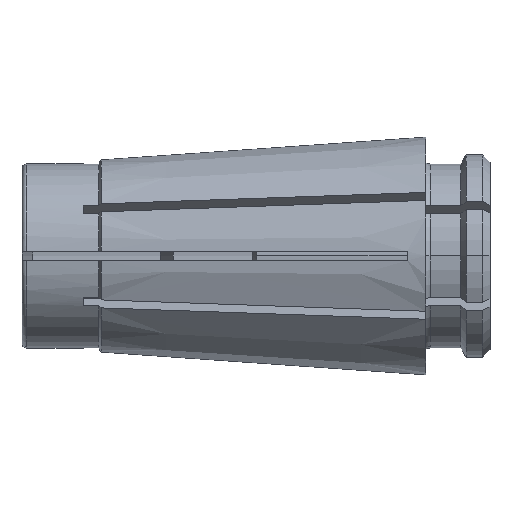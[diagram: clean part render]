
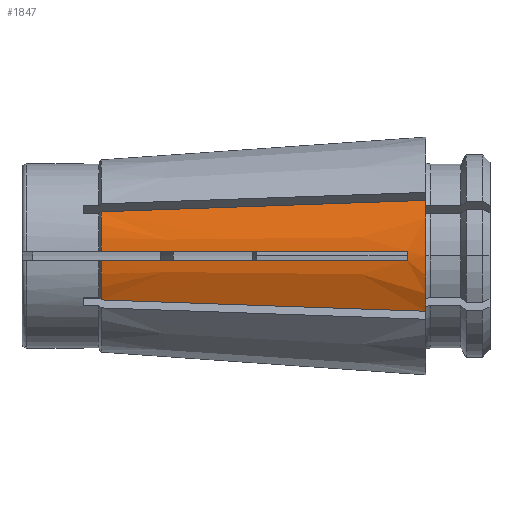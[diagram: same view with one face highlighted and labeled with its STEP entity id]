
A CAD part, top view. The second image highlights one B-rep face of the part: STEP entity #1847.
In plain terms, the highlighted conical face has half-angle 4 degrees and reference radius 7.75 mm.
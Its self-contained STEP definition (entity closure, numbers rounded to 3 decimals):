
#6 = CARTESIAN_POINT ( 'NONE',  ( 7.665, 0.3, 6.44 ) ) ;
#34 = CARTESIAN_POINT ( 'NONE',  ( 20.002, -3.392, 6.475 ) ) ;
#167 = DIRECTION ( 'NONE',  ( -1., 0., 0. ) ) ;
#170 = VERTEX_POINT ( 'NONE', #5422 ) ;
#177 = CARTESIAN_POINT ( 'NONE',  ( 19.689, -0.3, 7.282 ) ) ;
#285 = CARTESIAN_POINT ( 'NONE',  ( 25.1, 0., 0. ) ) ;
#322 = CARTESIAN_POINT ( 'NONE',  ( 26.3, 3.612, 6.857 ) ) ;
#472 = VERTEX_POINT ( 'NONE', #322 ) ;
#501 = CARTESIAN_POINT ( 'NONE',  ( 6.62, 0.3, 6.367 ) ) ;
#521 = CARTESIAN_POINT ( 'NONE',  ( 26.3, -3.612, 6.857 ) ) ;
#620 = EDGE_CURVE ( 'NONE', #170, #2902, #3404, .T. ) ;
#672 = CARTESIAN_POINT ( 'NONE',  ( 11.673, -0.3, 6.721 ) ) ;
#797 = DIRECTION ( 'NONE',  ( 0., 0., 1. ) ) ;
#827 = CARTESIAN_POINT ( 'NONE',  ( 26.3, 0., 0. ) ) ;
#892 = DIRECTION ( 'NONE',  ( -1., 0., 0. ) ) ;
#988 = EDGE_CURVE ( 'NONE', #2211, #170, #3423, .T. ) ;
#1010 = CARTESIAN_POINT ( 'NONE',  ( 5.784, 0.3, 6.308 ) ) ;
#1153 = CARTESIAN_POINT ( 'NONE',  ( 26.3, 0., 0. ) ) ;
#1193 = CARTESIAN_POINT ( 'NONE',  ( 7.143, -0.3, 6.403 ) ) ;
#1200 = CARTESIAN_POINT ( 'NONE',  ( 25.1, 0.3, 7.66 ) ) ;
#1211 = ORIENTED_EDGE ( 'NONE', *, *, #5372, .T. ) ;
#1499 = B_SPLINE_CURVE_WITH_KNOTS ( 'NONE', 3,
 ( #5500, #4510, #6004, #3039, #34, #3527, #521 ),
 .UNSPECIFIED., .F., .F.,
 ( 4, 3, 4 ),
 ( 0., 0.012, 0.021 ),
 .UNSPECIFIED. ) ;
#1522 = CARTESIAN_POINT ( 'NONE',  ( 5.157, 0.3, 6.264 ) ) ;
#1634 = VERTEX_POINT ( 'NONE', #3961 ) ;
#1664 = DIRECTION ( 'NONE',  ( 0., 0., 1. ) ) ;
#1679 = CARTESIAN_POINT ( 'NONE',  ( 23.296, -0.3, 7.534 ) ) ;
#1680 = CIRCLE ( 'NONE', #5364, 7.75 ) ;
#1697 = CARTESIAN_POINT ( 'NONE',  ( 6.097, -0.3, 6.33 ) ) ;
#1715 = AXIS2_PLACEMENT_3D ( 'NONE', #285, #3792, #797 ) ;
#1814 = CARTESIAN_POINT ( 'NONE',  ( 11.846, 3.106, 5.981 ) ) ;
#1847 = ADVANCED_FACE ( 'NONE', ( #4257 ), #2791, .T. ) ;
#1868 = VERTEX_POINT ( 'NONE', #5827 ) ;
#1947 = ORIENTED_EDGE ( 'NONE', *, *, #2508, .F. ) ;
#1973 = DIRECTION ( 'NONE',  ( 0., 0., 1. ) ) ;
#2034 = CARTESIAN_POINT ( 'NONE',  ( 5.157, 2.872, 5.575 ) ) ;
#2146 = EDGE_CURVE ( 'NONE', #1868, #472, #1680, .T. ) ;
#2185 = CARTESIAN_POINT ( 'NONE',  ( 25.1, -0.3, 7.66 ) ) ;
#2202 = CARTESIAN_POINT ( 'NONE',  ( 5.47, -0.3, 6.286 ) ) ;
#2211 = VERTEX_POINT ( 'NONE', #1200 ) ;
#2314 = CARTESIAN_POINT ( 'NONE',  ( 7.387, 2.95, 5.71 ) ) ;
#2505 = CARTESIAN_POINT ( 'NONE',  ( 19.689, 0.3, 7.282 ) ) ;
#2508 = EDGE_CURVE ( 'NONE', #3036, #3143, #6027, .T. ) ;
#2623 = ORIENTED_EDGE ( 'NONE', *, *, #4213, .F. ) ;
#2791 = CONICAL_SURFACE ( 'NONE', #3818, 7.75, 0.07 ) ;
#2902 = VERTEX_POINT ( 'NONE', #2034 ) ;
#3014 = CARTESIAN_POINT ( 'NONE',  ( 11.673, 0.3, 6.721 ) ) ;
#3036 = VERTEX_POINT ( 'NONE', #4130 ) ;
#3039 = CARTESIAN_POINT ( 'NONE',  ( 16.853, -3.282, 6.284 ) ) ;
#3128 = ORIENTED_EDGE ( 'NONE', *, *, #4234, .T. ) ;
#3143 = VERTEX_POINT ( 'NONE', #4276 ) ;
#3182 = CARTESIAN_POINT ( 'NONE',  ( 25.1, 0.3, 7.66 ) ) ;
#3187 = CARTESIAN_POINT ( 'NONE',  ( 5.157, 0., 0. ) ) ;
#3198 = CARTESIAN_POINT ( 'NONE',  ( 21.493, -0.3, 7.408 ) ) ;
#3308 = CARTESIAN_POINT ( 'NONE',  ( 21.482, 3.444, 6.565 ) ) ;
#3404 = CIRCLE ( 'NONE', #4664, 6.272 ) ;
#3423 = B_SPLINE_CURVE_WITH_KNOTS ( 'NONE', 3,
 ( #3182, #6139, #5739, #2505, #5978, #3014, #6, #3505, #501, #3999, #1010, #4509, #1522 ),
 .UNSPECIFIED., .F., .F.,
 ( 4, 3, 3, 3, 4 ),
 ( 0.031, 0.036, 0.049, 0.05, 0.051 ),
 .UNSPECIFIED. ) ;
#3505 = CARTESIAN_POINT ( 'NONE',  ( 7.143, 0.3, 6.403 ) ) ;
#3527 = CARTESIAN_POINT ( 'NONE',  ( 23.151, -3.502, 6.666 ) ) ;
#3535 = ORIENTED_EDGE ( 'NONE', *, *, #6085, .T. ) ;
#3555 = B_SPLINE_CURVE_WITH_KNOTS ( 'NONE', 3,
 ( #2185, #1679, #3198, #177, #3680, #672, #4177, #1193, #4682, #1697, #5175, #2202, #5668 ),
 .UNSPECIFIED., .F., .F.,
 ( 4, 3, 3, 3, 4 ),
 ( 0.031, 0.036, 0.049, 0.05, 0.051 ),
 .UNSPECIFIED. ) ;
#3572 = ORIENTED_EDGE ( 'NONE', *, *, #988, .F. ) ;
#3666 = DIRECTION ( 'NONE',  ( 0., 0., 1. ) ) ;
#3680 = CARTESIAN_POINT ( 'NONE',  ( 15.681, -0.3, 7.001 ) ) ;
#3792 = DIRECTION ( 'NONE',  ( -1., 0., 0. ) ) ;
#3818 = AXIS2_PLACEMENT_3D ( 'NONE', #827, #5804, #6319 ) ;
#3961 = CARTESIAN_POINT ( 'NONE',  ( 25.1, -0.3, 7.66 ) ) ;
#3999 = CARTESIAN_POINT ( 'NONE',  ( 6.097, 0.3, 6.33 ) ) ;
#4130 = CARTESIAN_POINT ( 'NONE',  ( 5.157, -2.872, 5.575 ) ) ;
#4177 = CARTESIAN_POINT ( 'NONE',  ( 7.665, -0.3, 6.44 ) ) ;
#4213 = EDGE_CURVE ( 'NONE', #1634, #2211, #5767, .T. ) ;
#4227 = ORIENTED_EDGE ( 'NONE', *, *, #2146, .T. ) ;
#4234 = EDGE_CURVE ( 'NONE', #472, #2902, #5488, .T. ) ;
#4257 = FACE_OUTER_BOUND ( 'NONE', #6148, .T. ) ;
#4276 = CARTESIAN_POINT ( 'NONE',  ( 5.157, -0.3, 6.264 ) ) ;
#4509 = CARTESIAN_POINT ( 'NONE',  ( 5.47, 0.3, 6.286 ) ) ;
#4510 = CARTESIAN_POINT ( 'NONE',  ( 9.056, -3.009, 5.811 ) ) ;
#4591 = AXIS2_PLACEMENT_3D ( 'NONE', #3187, #167, #3666 ) ;
#4651 = DIRECTION ( 'NONE',  ( -1., 0., 0. ) ) ;
#4664 = AXIS2_PLACEMENT_3D ( 'NONE', #5424, #892, #1973 ) ;
#4682 = CARTESIAN_POINT ( 'NONE',  ( 6.62, -0.3, 6.367 ) ) ;
#4800 = CARTESIAN_POINT ( 'NONE',  ( 16.664, 3.275, 6.273 ) ) ;
#5175 = CARTESIAN_POINT ( 'NONE',  ( 5.784, -0.3, 6.308 ) ) ;
#5285 = CARTESIAN_POINT ( 'NONE',  ( 9.616, 3.028, 5.845 ) ) ;
#5364 = AXIS2_PLACEMENT_3D ( 'NONE', #1153, #4651, #1664 ) ;
#5372 = EDGE_CURVE ( 'NONE', #3036, #1868, #1499, .T. ) ;
#5422 = CARTESIAN_POINT ( 'NONE',  ( 5.157, 0.3, 6.264 ) ) ;
#5424 = CARTESIAN_POINT ( 'NONE',  ( 5.157, 0., 0. ) ) ;
#5488 = B_SPLINE_CURVE_WITH_KNOTS ( 'NONE', 3,
 ( #6275, #3308, #4800, #1814, #5285, #2314, #5780 ),
 .UNSPECIFIED., .F., .F.,
 ( 4, 3, 4 ),
 ( 0., 0.014, 0.021 ),
 .UNSPECIFIED. ) ;
#5500 = CARTESIAN_POINT ( 'NONE',  ( 5.157, -2.872, 5.575 ) ) ;
#5668 = CARTESIAN_POINT ( 'NONE',  ( 5.157, -0.3, 6.264 ) ) ;
#5739 = CARTESIAN_POINT ( 'NONE',  ( 21.493, 0.3, 7.408 ) ) ;
#5767 = CIRCLE ( 'NONE', #1715, 7.666 ) ;
#5780 = CARTESIAN_POINT ( 'NONE',  ( 5.157, 2.872, 5.575 ) ) ;
#5804 = DIRECTION ( 'NONE',  ( 1., 0., 0. ) ) ;
#5827 = CARTESIAN_POINT ( 'NONE',  ( 26.3, -3.612, 6.857 ) ) ;
#5873 = ORIENTED_EDGE ( 'NONE', *, *, #620, .F. ) ;
#5978 = CARTESIAN_POINT ( 'NONE',  ( 15.681, 0.3, 7.001 ) ) ;
#6004 = CARTESIAN_POINT ( 'NONE',  ( 12.954, -3.145, 6.048 ) ) ;
#6027 = CIRCLE ( 'NONE', #4591, 6.272 ) ;
#6085 = EDGE_CURVE ( 'NONE', #1634, #3143, #3555, .T. ) ;
#6139 = CARTESIAN_POINT ( 'NONE',  ( 23.296, 0.3, 7.534 ) ) ;
#6148 = EDGE_LOOP ( 'NONE', ( #3572, #2623, #3535, #1947, #1211, #4227, #3128, #5873 ) ) ;
#6275 = CARTESIAN_POINT ( 'NONE',  ( 26.3, 3.612, 6.857 ) ) ;
#6319 = DIRECTION ( 'NONE',  ( 0., 0., -1. ) ) ;
